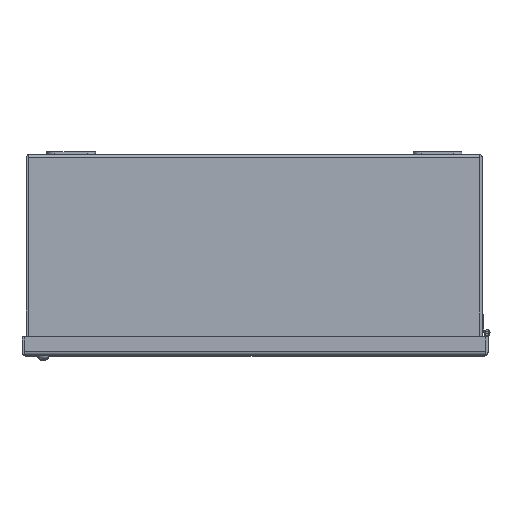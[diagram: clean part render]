
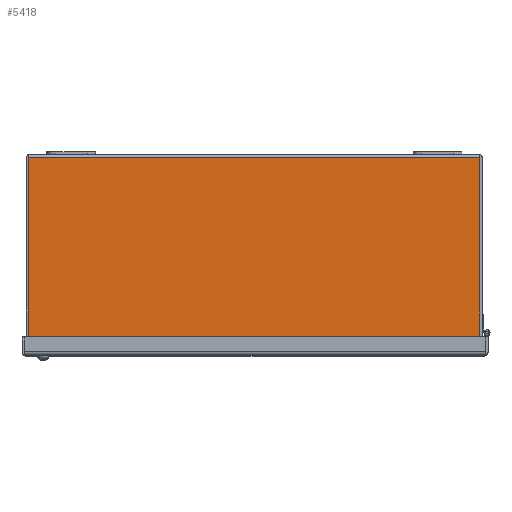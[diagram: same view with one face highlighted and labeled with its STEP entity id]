
A CAD part, top view. The second image highlights one B-rep face of the part: STEP entity #5418.
In plain terms, the highlighted planar face has unit normal (0, 0, 1).
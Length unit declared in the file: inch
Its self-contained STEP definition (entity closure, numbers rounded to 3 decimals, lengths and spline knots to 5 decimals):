
#413 = VERTEX_POINT ( 'NONE', #4980 ) ;
#488 = CARTESIAN_POINT ( 'NONE',  ( -48.406, -5.892, 7.5 ) ) ;
#1745 = ORIENTED_EDGE ( 'NONE', *, *, #24684, .T. ) ;
#2105 = DIRECTION ( 'NONE',  ( -1., 0., 0. ) ) ;
#3263 = CARTESIAN_POINT ( 'NONE',  ( -6.92789, -0.108, 7.5 ) ) ;
#4978 = ORIENTED_EDGE ( 'NONE', *, *, #11909, .T. ) ;
#4980 = CARTESIAN_POINT ( 'NONE',  ( 6.92789, -5.892, 7.5 ) ) ;
#5418 = ADVANCED_FACE ( 'NONE', ( #34728 ), #7677, .T. ) ;
#5543 = CARTESIAN_POINT ( 'NONE',  ( -6.92789, -5.892, 7.5 ) ) ;
#6306 = VERTEX_POINT ( 'NONE', #5543 ) ;
#7677 = PLANE ( 'NONE',  #21527 ) ;
#9629 = VERTEX_POINT ( 'NONE', #23813 ) ;
#11909 = EDGE_CURVE ( 'NONE', #6306, #413, #27559, .T. ) ;
#12068 = EDGE_CURVE ( 'NONE', #34087, #6306, #23183, .T. ) ;
#14539 = LINE ( 'NONE', #39028, #27310 ) ;
#17057 = DIRECTION ( 'NONE',  ( 0., -1., 0. ) ) ;
#17689 = DIRECTION ( 'NONE',  ( 0., 0., 1. ) ) ;
#17895 = DIRECTION ( 'NONE',  ( 0., -1., 0. ) ) ;
#18936 = VECTOR ( 'NONE', #2105, 39.37008 ) ;
#21527 = AXIS2_PLACEMENT_3D ( 'NONE', #38076, #17689, #28812 ) ;
#21972 = EDGE_LOOP ( 'NONE', ( #28750, #4978, #32353, #1745 ) ) ;
#23183 = LINE ( 'NONE', #29888, #36828 ) ;
#23590 = VECTOR ( 'NONE', #27362, 39.37008 ) ;
#23813 = CARTESIAN_POINT ( 'NONE',  ( 6.92789, -0.108, 7.5 ) ) ;
#24684 = EDGE_CURVE ( 'NONE', #9629, #34087, #35689, .T. ) ;
#27310 = VECTOR ( 'NONE', #17895, 39.37008 ) ;
#27362 = DIRECTION ( 'NONE',  ( 1., 0., 0. ) ) ;
#27498 = EDGE_CURVE ( 'NONE', #9629, #413, #14539, .T. ) ;
#27559 = LINE ( 'NONE', #488, #23590 ) ;
#28750 = ORIENTED_EDGE ( 'NONE', *, *, #12068, .T. ) ;
#28812 = DIRECTION ( 'NONE',  ( 1., 0., 0. ) ) ;
#29888 = CARTESIAN_POINT ( 'NONE',  ( -6.92789, 39.37008, 7.5 ) ) ;
#32353 = ORIENTED_EDGE ( 'NONE', *, *, #27498, .F. ) ;
#32919 = CARTESIAN_POINT ( 'NONE',  ( -48.406, -0.108, 7.5 ) ) ;
#34087 = VERTEX_POINT ( 'NONE', #3263 ) ;
#34728 = FACE_OUTER_BOUND ( 'NONE', #21972, .T. ) ;
#35689 = LINE ( 'NONE', #32919, #18936 ) ;
#36828 = VECTOR ( 'NONE', #17057, 39.37008 ) ;
#38076 = CARTESIAN_POINT ( 'NONE',  ( -48.406, 0., 7.5 ) ) ;
#39028 = CARTESIAN_POINT ( 'NONE',  ( 6.92789, 39.37008, 7.5 ) ) ;
